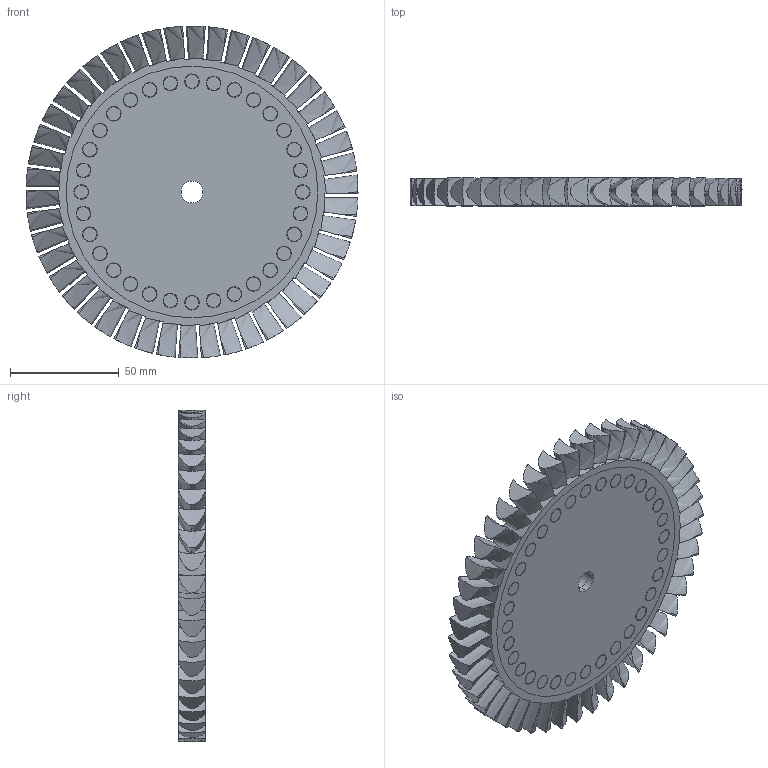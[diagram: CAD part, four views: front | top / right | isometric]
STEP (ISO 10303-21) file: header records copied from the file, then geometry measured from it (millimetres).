
FILE_DESCRIPTION (( 'STEP AP214' ), '1' );
FILE_NAME ('[TP] [Turb] Rotor30.STEP', '2024-04-24T01:20:39', ( '' ), ( '' ), 'SwSTEP 2.0', 'SolidWorks 2023', '' );
FILE_SCHEMA (( 'AUTOMOTIVE_DESIGN' ));
Length unit declared in the file: millimetre
Products named in the file (4): [TP] [Turb] Blisk Column Pins; [TP] [Turb] Blisk; [TP] [Turb] Rotor30; [TP] [Turb] Rotor Outer Plate
Assembly tree (35 placements, depth 2):
  [TP] [Turb] Rotor30
    [TP] [Turb] Blisk
    [TP] [Turb] Rotor Outer Plate  x2
    [TP] [Turb] Blisk Column Pins  x32
Bounding box: 152.4 x 12.7 x 152.4 mm (x, y, z)
Volume: 163141.3 mm3; surface area: 108583.7 mm2
Topology: 35 solids, 35 shells, 690 faces, 1942 edges, 1324 vertices
Faces by surface type: cylinder 372, plane 226, bspline 92
Entity records: 20159 total; most frequent: CARTESIAN_POINT 6645, ORIENTED_EDGE 3104, DIRECTION 2458, EDGE_CURVE 1552, VERTEX_POINT 1064, AXIS2_PLACEMENT_3D 923, EDGE_LOOP 646, VECTOR 612
